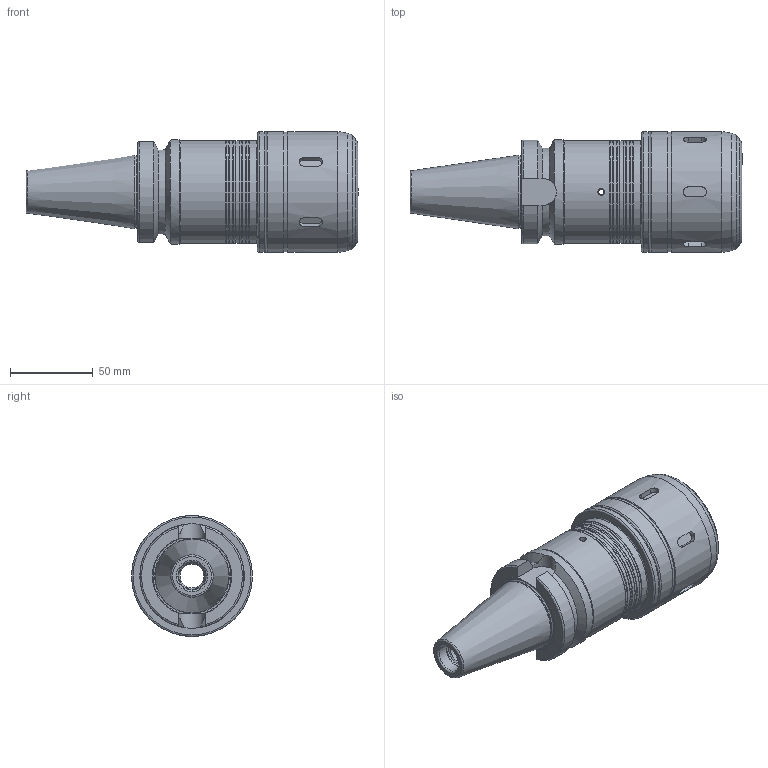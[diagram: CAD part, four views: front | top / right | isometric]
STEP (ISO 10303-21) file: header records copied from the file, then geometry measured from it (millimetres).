
FILE_DESCRIPTION((''),'2;1');
FILE_NAME('314040332135-3D.stp','2020-03-31T17:06:24',('nttooll'),(''),'Autodesk Inventor 2012','Autodesk Inventor 2012','');
FILE_SCHEMA(('AUTOMOTIVE_DESIGN { 1 0 10303 214 1 1 1 1 }'));
Length unit declared in the file: millimetre
Products named in the file (1): 314040332135-3D
Bounding box: 200.4 x 73 x 73 mm (x, y, z)
Volume: 409214.8 mm3; surface area: 63049.5 mm2
Topology: 1 solids, 1 shells, 127 faces, 282 edges, 173 vertices
Faces by surface type: cylinder 47, plane 38, cone 26, torus 16
Full cylindrical faces by diameter (mm): 3.4 x2, 4 x2, 14.25 x1, 16 x1, 17 x1, 17.2 x1, 17.4 x1, 18 x1, 32 x1, 32.2 x1, 32.5 x1, 43.5 x1, 57 x1, 61.6 x4, 62 x5, 63 x1, 72 x1, 73 x3
Entity records: 3514 total; most frequent: CARTESIAN_POINT 964, DIRECTION 530, ORIENTED_EDGE 428, AXIS2_PLACEMENT_3D 230, EDGE_CURVE 214, EDGE_LOOP 212, VERTEX_POINT 168, FACE_OUTER_BOUND 127
